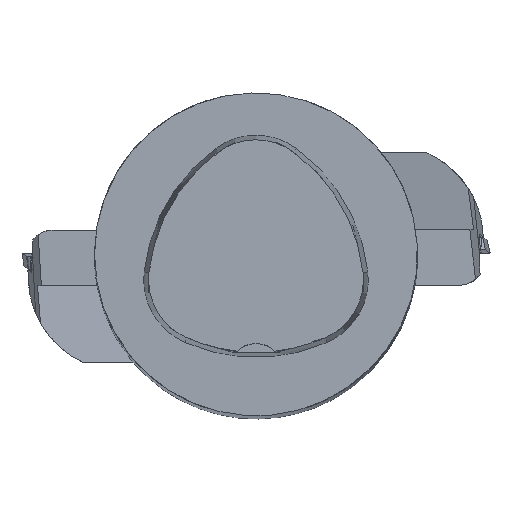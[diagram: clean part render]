
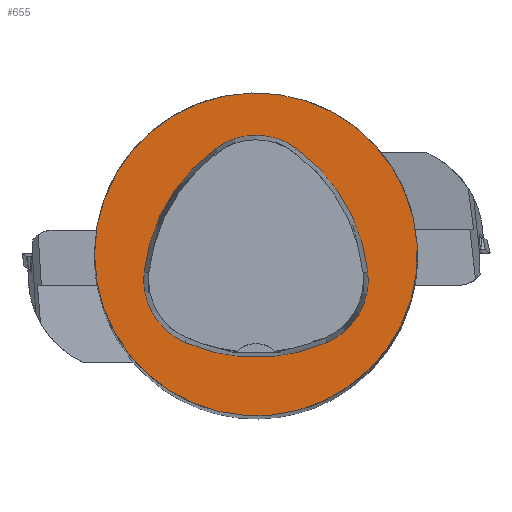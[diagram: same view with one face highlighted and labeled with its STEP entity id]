
A CAD part, top view. The second image highlights one B-rep face of the part: STEP entity #655.
In plain terms, the highlighted planar face has unit normal (0, 0, 1).
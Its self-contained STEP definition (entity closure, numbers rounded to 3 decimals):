
#328=FACE_BOUND('',#1263,.T.);
#329=FACE_BOUND('',#1264,.T.);
#429=CIRCLE('',#4671,40.);
#436=CIRCLE('',#4689,44.);
#438=CIRCLE('',#4692,17.);
#440=CIRCLE('',#4695,44.);
#442=CIRCLE('',#4698,17.);
#446=CIRCLE('',#4703,44.);
#448=CIRCLE('',#4706,17.);
#655=ADVANCED_FACE('',(#328,#329),#826,.T.);
#826=PLANE('',#4711);
#1263=EDGE_LOOP('',(#2323,#2324,#2325,#2326,#2327,#2328));
#1264=EDGE_LOOP('',(#2329));
#2323=ORIENTED_EDGE('',*,*,#3456,.T.);
#2324=ORIENTED_EDGE('',*,*,#3436,.T.);
#2325=ORIENTED_EDGE('',*,*,#3440,.T.);
#2326=ORIENTED_EDGE('',*,*,#3443,.T.);
#2327=ORIENTED_EDGE('',*,*,#3446,.T.);
#2328=ORIENTED_EDGE('',*,*,#3454,.T.);
#2329=ORIENTED_EDGE('',*,*,#3403,.F.);
#2888=VERTEX_POINT('',#7146);
#2921=VERTEX_POINT('',#7253);
#2922=VERTEX_POINT('',#7254);
#2925=VERTEX_POINT('',#7262);
#2927=VERTEX_POINT('',#7268);
#2929=VERTEX_POINT('',#7274);
#2936=VERTEX_POINT('',#7295);
#3403=EDGE_CURVE('',#2888,#2888,#429,.T.);
#3436=EDGE_CURVE('',#2921,#2922,#436,.T.);
#3440=EDGE_CURVE('',#2922,#2925,#438,.T.);
#3443=EDGE_CURVE('',#2925,#2927,#440,.T.);
#3446=EDGE_CURVE('',#2927,#2929,#442,.T.);
#3454=EDGE_CURVE('',#2929,#2936,#446,.T.);
#3456=EDGE_CURVE('',#2936,#2921,#448,.T.);
#4671=AXIS2_PLACEMENT_3D('',#7145,#5527,#5528);
#4689=AXIS2_PLACEMENT_3D('',#7252,#5575,#5576);
#4692=AXIS2_PLACEMENT_3D('',#7261,#5583,#5584);
#4695=AXIS2_PLACEMENT_3D('',#7267,#5590,#5591);
#4698=AXIS2_PLACEMENT_3D('',#7273,#5597,#5598);
#4703=AXIS2_PLACEMENT_3D('',#7296,#5609,#5610);
#4706=AXIS2_PLACEMENT_3D('',#7299,#5615,#5616);
#4711=AXIS2_PLACEMENT_3D('',#7304,#5625,#5626);
#5527=DIRECTION('',(0.,0.,-1.));
#5528=DIRECTION('',(-1.,0.,0.));
#5575=DIRECTION('',(0.,0.,-1.));
#5576=DIRECTION('',(-1.,0.,0.));
#5583=DIRECTION('',(0.,0.,-1.));
#5584=DIRECTION('',(-1.,0.,0.));
#5590=DIRECTION('',(0.,0.,-1.));
#5591=DIRECTION('',(-1.,0.,0.));
#5597=DIRECTION('',(0.,0.,-1.));
#5598=DIRECTION('',(-1.,0.,0.));
#5609=DIRECTION('',(0.,0.,-1.));
#5610=DIRECTION('',(-1.,0.,0.));
#5615=DIRECTION('',(0.,0.,-1.));
#5616=DIRECTION('',(-1.,0.,0.));
#5625=DIRECTION('',(0.,0.,1.));
#5626=DIRECTION('',(-1.,0.,0.));
#7145=CARTESIAN_POINT('',(0.,0.,0.));
#7146=CARTESIAN_POINT('',(-40.,0.,0.));
#7252=CARTESIAN_POINT('',(16.01,-9.224,0.));
#7253=CARTESIAN_POINT('',(-27.722,-4.378,0.));
#7254=CARTESIAN_POINT('',(-10.119,26.178,0.));
#7261=CARTESIAN_POINT('',(-0.023,12.5,0.));
#7262=CARTESIAN_POINT('',(10.049,26.194,0.));
#7267=CARTESIAN_POINT('',(-16.021,-9.25,0.));
#7268=CARTESIAN_POINT('',(27.71,-4.394,0.));
#7273=CARTESIAN_POINT('',(10.814,-6.27,0.));
#7274=CARTESIAN_POINT('',(17.611,-21.852,0.));
#7295=CARTESIAN_POINT('',(-17.652,-21.819,0.));
#7296=CARTESIAN_POINT('',(0.017,18.477,0.));
#7299=CARTESIAN_POINT('',(-10.825,-6.25,0.));
#7304=CARTESIAN_POINT('',(0.,0.,0.));
